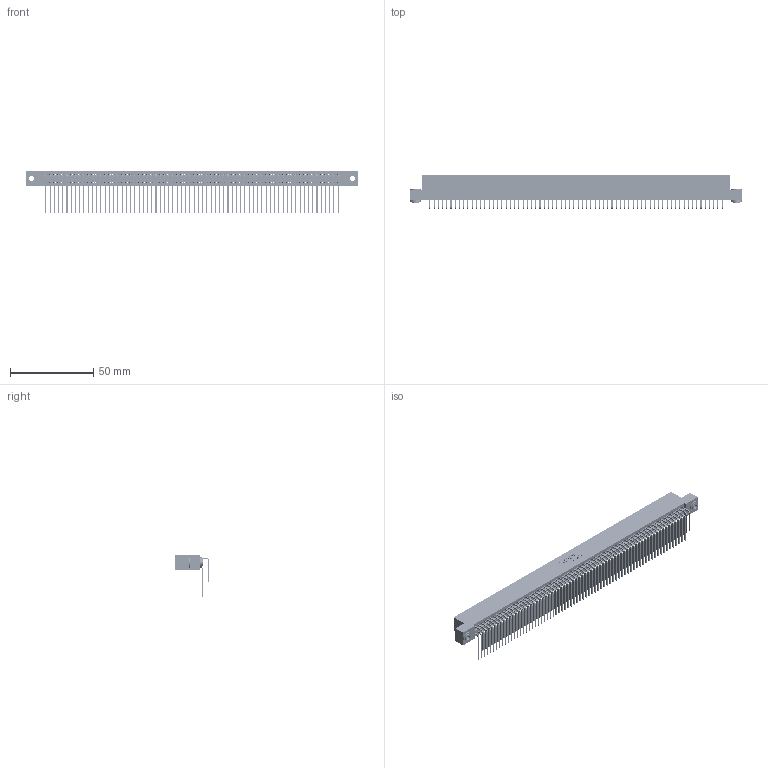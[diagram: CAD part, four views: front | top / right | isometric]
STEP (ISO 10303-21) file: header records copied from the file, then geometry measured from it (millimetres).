
FILE_DESCRIPTION (( 'STEP AP203' ), '1' );
FILE_NAME ('395-140-559-203.STEP', '2019-10-30T03:21:04', ( '' ), ( '' ), 'SwSTEP 2.0', 'SolidWorks 2016', '' );
FILE_SCHEMA (( 'CONFIG_CONTROL_DESIGN' ));
Length unit declared in the file: inch
Products named in the file (5): 345 Part_Flush Mounting Lugs - 0.156 Dia-TH; 345-292-001_558 559 Tail - 1; 345-292-001_559 Tail - 2; 345-250-002_345-250-002-102; 395-140-559-203
Assembly tree (143 placements, depth 2):
  395-140-559-203
    345 Part_Flush Mounting Lugs - 0.156 Dia-TH
    345-292-001_558 559 Tail - 1  x70
    345-292-001_559 Tail - 2  x70
    345-250-002_345-250-002-102  x2
Bounding box: 199.01 x 20.56 x 25.53 mm (x, y, z)
Volume: 20418.9 mm3; surface area: 34727.4 mm2
Topology: 143 solids, 143 shells, 7444 faces, 22117 edges, 14554 vertices
Faces by surface type: plane 4990, cylinder 2446, cone 8
Entity records: 53456 total; most frequent: CARTESIAN_POINT 8954, ORIENTED_EDGE 8830, DIRECTION 7865, EDGE_CURVE 4415, LINE 3939, VECTOR 3939, VERTEX_POINT 2938, AXIS2_PLACEMENT_3D 1963
